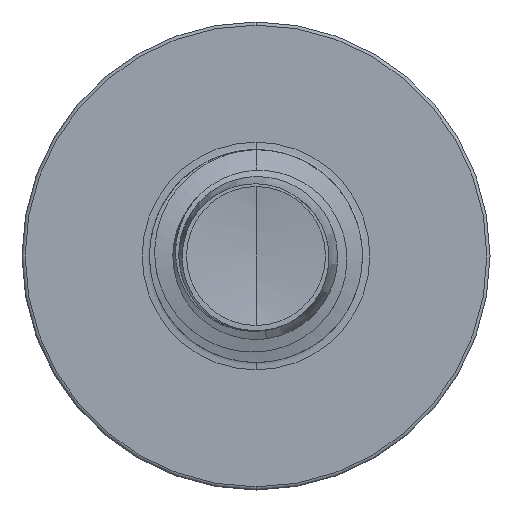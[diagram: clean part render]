
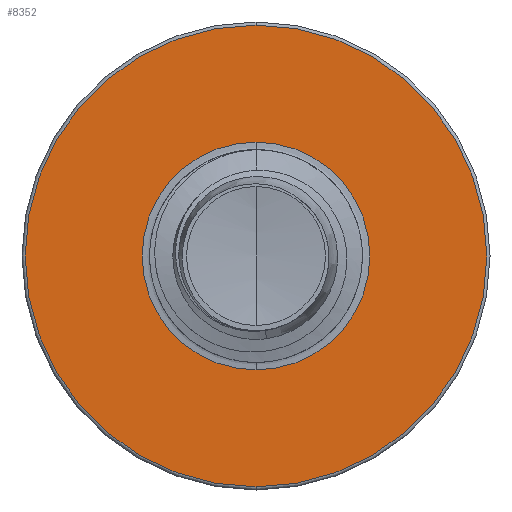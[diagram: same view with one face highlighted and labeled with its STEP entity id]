
A CAD part, front view. The second image highlights one B-rep face of the part: STEP entity #8352.
In plain terms, the highlighted planar face has unit normal (0, -1, 0).
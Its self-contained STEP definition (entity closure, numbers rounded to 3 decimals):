
#788 = CARTESIAN_POINT ( 'NONE',  ( 0., 8., -5.425 ) ) ;
#1133 = VERTEX_POINT ( 'NONE', #17436 ) ;
#1221 = DIRECTION ( 'NONE',  ( 0., 1., 0. ) ) ;
#1402 = DIRECTION ( 'NONE',  ( 0., 0., 1. ) ) ;
#1499 = AXIS2_PLACEMENT_3D ( 'NONE', #12179, #3624, #13658 ) ;
#1760 = AXIS2_PLACEMENT_3D ( 'NONE', #9677, #1221, #11137 ) ;
#1932 = DIRECTION ( 'NONE',  ( 0., 1., 0. ) ) ;
#3624 = DIRECTION ( 'NONE',  ( 0., 1., 0. ) ) ;
#4669 = AXIS2_PLACEMENT_3D ( 'NONE', #15689, #9870, #1402 ) ;
#4857 = CIRCLE ( 'NONE', #10146, 5.425 ) ;
#5739 = AXIS2_PLACEMENT_3D ( 'NONE', #14971, #6318, #16426 ) ;
#6318 = DIRECTION ( 'NONE',  ( 0., 1., 0. ) ) ;
#7321 = CARTESIAN_POINT ( 'NONE',  ( 0., 8., -2.677 ) ) ;
#8144 = ORIENTED_EDGE ( 'NONE', *, *, #12864, .F. ) ;
#8352 = ADVANCED_FACE ( 'NONE', ( #9994, #16821 ), #8451, .F. ) ;
#8360 = CARTESIAN_POINT ( 'NONE',  ( 0., 8., 2.677 ) ) ;
#8451 = PLANE ( 'NONE',  #4669 ) ;
#9078 = VERTEX_POINT ( 'NONE', #788 ) ;
#9473 = CIRCLE ( 'NONE', #1760, 2.677 ) ;
#9677 = CARTESIAN_POINT ( 'NONE',  ( 0., 8., 0. ) ) ;
#9870 = DIRECTION ( 'NONE',  ( 0., 1., 0. ) ) ;
#9994 = FACE_OUTER_BOUND ( 'NONE', #10591, .T. ) ;
#10146 = AXIS2_PLACEMENT_3D ( 'NONE', #10419, #1932, #11884 ) ;
#10419 = CARTESIAN_POINT ( 'NONE',  ( 0., 8., 0. ) ) ;
#10591 = EDGE_LOOP ( 'NONE', ( #16803, #8144 ) ) ;
#11137 = DIRECTION ( 'NONE',  ( 0., 0., 1. ) ) ;
#11366 = VERTEX_POINT ( 'NONE', #8360 ) ;
#11575 = VERTEX_POINT ( 'NONE', #7321 ) ;
#11884 = DIRECTION ( 'NONE',  ( 0., 0., 1. ) ) ;
#11916 = EDGE_CURVE ( 'NONE', #11575, #11366, #12240, .T. ) ;
#12179 = CARTESIAN_POINT ( 'NONE',  ( 0., 8., 0. ) ) ;
#12240 = CIRCLE ( 'NONE', #5739, 2.677 ) ;
#12483 = ORIENTED_EDGE ( 'NONE', *, *, #11916, .T. ) ;
#12864 = EDGE_CURVE ( 'NONE', #9078, #1133, #4857, .T. ) ;
#13270 = EDGE_CURVE ( 'NONE', #1133, #9078, #14987, .T. ) ;
#13658 = DIRECTION ( 'NONE',  ( 0., 0., 1. ) ) ;
#13689 = ORIENTED_EDGE ( 'NONE', *, *, #14839, .T. ) ;
#14839 = EDGE_CURVE ( 'NONE', #11366, #11575, #9473, .T. ) ;
#14971 = CARTESIAN_POINT ( 'NONE',  ( 0., 8., 0. ) ) ;
#14987 = CIRCLE ( 'NONE', #1499, 5.425 ) ;
#15689 = CARTESIAN_POINT ( 'NONE',  ( 0., 8., -2.677 ) ) ;
#16426 = DIRECTION ( 'NONE',  ( 0., 0., 1. ) ) ;
#16803 = ORIENTED_EDGE ( 'NONE', *, *, #13270, .F. ) ;
#16821 = FACE_BOUND ( 'NONE', #17097, .T. ) ;
#17097 = EDGE_LOOP ( 'NONE', ( #13689, #12483 ) ) ;
#17436 = CARTESIAN_POINT ( 'NONE',  ( 0., 8., 5.425 ) ) ;
